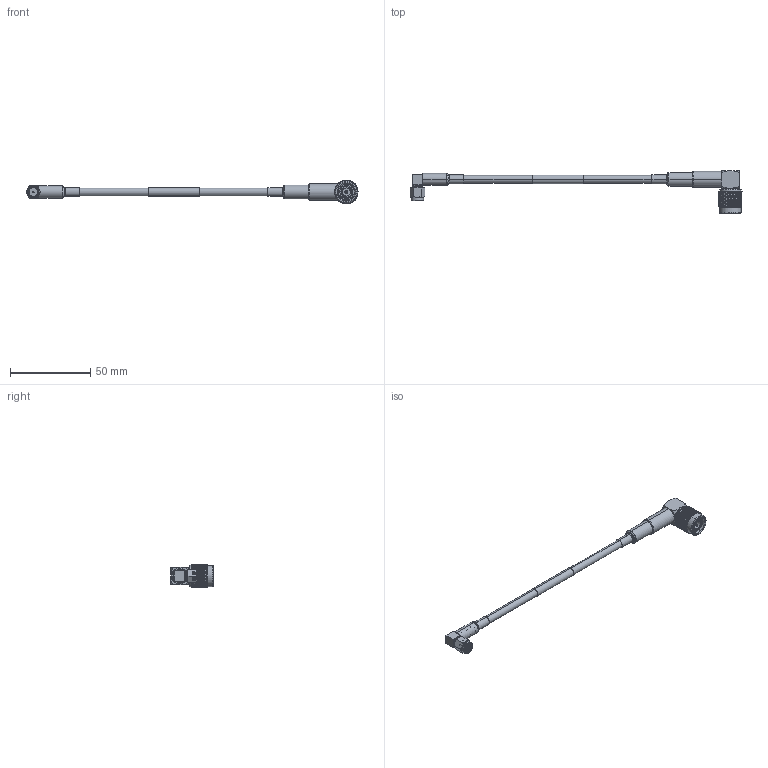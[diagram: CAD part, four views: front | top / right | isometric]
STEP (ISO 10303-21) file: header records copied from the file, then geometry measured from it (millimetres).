
FILE_DESCRIPTION (( 'STEP AP214' ), '1' );
FILE_NAME ('FMCA3185-HS2_3D.step', '2023-05-01T21:50:24', ( '' ), ( '' ), 'SwSTEP 2.0', 'SolidWorks 2022', '' );
FILE_SCHEMA (( 'AUTOMOTIVE_DESIGN' ));
Length unit declared in the file: inch
Products named in the file (6): LMR-200-FM; PE44846 ¦ SC4257; LMR-200_Heatshrink-FM_1" Long; LMR-200_Heatshrink-FM_SMA Male HS; FMCA3185-HS2_3D; SC7030_Crimp Cable - LMR200
Assembly tree (5 placements, depth 2):
  FMCA3185-HS2_3D
    LMR-200-FM
    PE44846 ¦ SC4257
    SC7030_Crimp Cable - LMR200
    LMR-200_Heatshrink-FM_SMA Male HS
    LMR-200_Heatshrink-FM_1" Long
Bounding box: 206.58 x 26.6 x 14.5 mm (x, y, z)
Volume: 8865.7 mm3; surface area: 10121.1 mm2
Topology: 7 solids, 7 shells, 3850 faces, 8117 edges, 4302 vertices
Faces by surface type: bspline 2808, cylinder 825, plane 116, cone 79, torus 22
Entity records: 177723 total; most frequent: CARTESIAN_POINT 127047, ORIENTED_EDGE 16234, EDGE_CURVE 8117, VERTEX_POINT 4302, EDGE_LOOP 3877, ADVANCED_FACE 3850, FACE_OUTER_BOUND 3850, DIRECTION 3304
